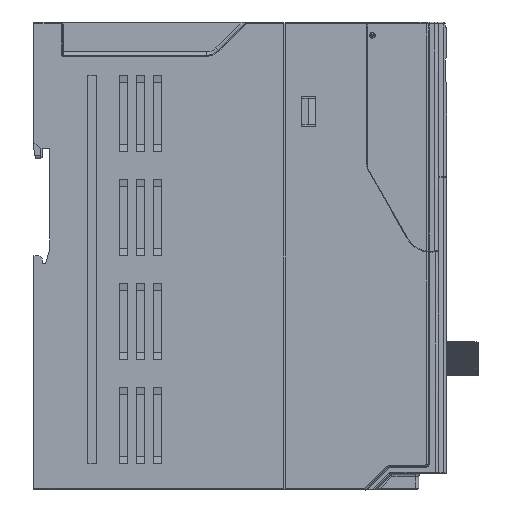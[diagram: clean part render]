
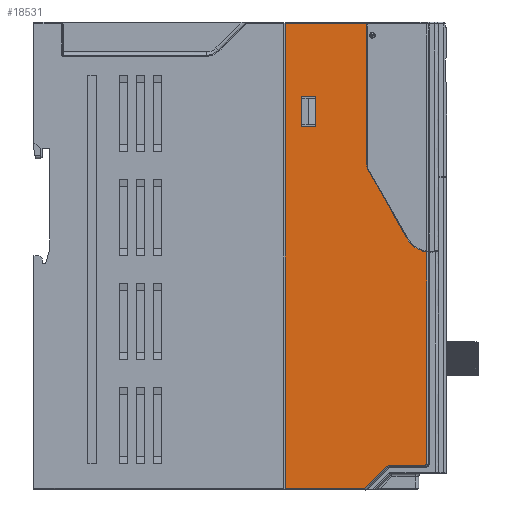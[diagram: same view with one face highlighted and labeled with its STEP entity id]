
A CAD part, left-side view. The second image highlights one B-rep face of the part: STEP entity #18531.
In plain terms, the highlighted planar face has unit normal (-1, 0, 0).
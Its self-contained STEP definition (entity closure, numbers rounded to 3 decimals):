
#138=FACE_BOUND('',#25743,.T.);
#2606=(
BOUNDED_CURVE()
B_SPLINE_CURVE(2,(#167384,#167385,#167386),.UNSPECIFIED.,.F.,.F.)
B_SPLINE_CURVE_WITH_KNOTS((3,3),(-7.708,0.),.UNSPECIFIED.)
CURVE()
GEOMETRIC_REPRESENTATION_ITEM()
RATIONAL_B_SPLINE_CURVE((1.,0.883,1.))
REPRESENTATION_ITEM('')
);
#2607=(
BOUNDED_CURVE()
B_SPLINE_CURVE(2,(#167391,#167392,#167393),.UNSPECIFIED.,.F.,.F.)
B_SPLINE_CURVE_WITH_KNOTS((3,3),(-0.393,0.),.UNSPECIFIED.)
CURVE()
GEOMETRIC_REPRESENTATION_ITEM()
RATIONAL_B_SPLINE_CURVE((1.,0.924,1.))
REPRESENTATION_ITEM('')
);
#2608=(
BOUNDED_CURVE()
B_SPLINE_CURVE(2,(#167402,#167403,#167404),.UNSPECIFIED.,.F.,.F.)
B_SPLINE_CURVE_WITH_KNOTS((3,3),(-1.561,0.),.UNSPECIFIED.)
CURVE()
GEOMETRIC_REPRESENTATION_ITEM()
RATIONAL_B_SPLINE_CURVE((1.,0.966,1.))
REPRESENTATION_ITEM('')
);
#2609=(
BOUNDED_CURVE()
B_SPLINE_CURVE(2,(#167413,#167414,#167415),.UNSPECIFIED.,.F.,.F.)
B_SPLINE_CURVE_WITH_KNOTS((3,3),(-0.468,0.),.UNSPECIFIED.)
CURVE()
GEOMETRIC_REPRESENTATION_ITEM()
RATIONAL_B_SPLINE_CURVE((1.,0.999,1.))
REPRESENTATION_ITEM('')
);
#2610=(
BOUNDED_CURVE()
B_SPLINE_CURVE(2,(#167420,#167421,#167422),.UNSPECIFIED.,.F.,.F.)
B_SPLINE_CURVE_WITH_KNOTS((3,3),(-1.178,0.),.UNSPECIFIED.)
CURVE()
GEOMETRIC_REPRESENTATION_ITEM()
RATIONAL_B_SPLINE_CURVE((1.,0.924,1.))
REPRESENTATION_ITEM('')
);
#2611=(
BOUNDED_CURVE()
B_SPLINE_CURVE(2,(#167423,#167424,#167425),.UNSPECIFIED.,.F.,.F.)
B_SPLINE_CURVE_WITH_KNOTS((3,3),(-0.785,0.),.UNSPECIFIED.)
CURVE()
GEOMETRIC_REPRESENTATION_ITEM()
RATIONAL_B_SPLINE_CURVE((1.,0.707,1.))
REPRESENTATION_ITEM('')
);
#18531=ADVANCED_FACE('',(#22073,#138),#100832,.T.);
#22073=FACE_OUTER_BOUND('',#25742,.T.);
#25742=EDGE_LOOP('',(#38162,#38163,#38164,#38165,#38166,#38167,#38168,#38169,
#38170,#38171,#38172,#38173,#38174,#38175));
#25743=EDGE_LOOP('',(#38176,#38177,#38178,#38179));
#38162=ORIENTED_EDGE('',*,*,#57337,.T.);
#38163=ORIENTED_EDGE('',*,*,#57338,.T.);
#38164=ORIENTED_EDGE('',*,*,#57332,.T.);
#38165=ORIENTED_EDGE('',*,*,#57331,.T.);
#38166=ORIENTED_EDGE('',*,*,#57330,.T.);
#38167=ORIENTED_EDGE('',*,*,#57329,.T.);
#38168=ORIENTED_EDGE('',*,*,#57328,.T.);
#38169=ORIENTED_EDGE('',*,*,#57327,.T.);
#38170=ORIENTED_EDGE('',*,*,#57326,.T.);
#38171=ORIENTED_EDGE('',*,*,#57340,.T.);
#38172=ORIENTED_EDGE('',*,*,#57339,.T.);
#38173=ORIENTED_EDGE('',*,*,#57341,.T.);
#38174=ORIENTED_EDGE('',*,*,#57325,.F.);
#38175=ORIENTED_EDGE('',*,*,#57324,.T.);
#38176=ORIENTED_EDGE('',*,*,#57336,.T.);
#38177=ORIENTED_EDGE('',*,*,#57335,.T.);
#38178=ORIENTED_EDGE('',*,*,#57334,.T.);
#38179=ORIENTED_EDGE('',*,*,#57333,.T.);
#57324=EDGE_CURVE('',#91536,#91537,#2606,.T.);
#57325=EDGE_CURVE('',#91536,#91538,#74520,.T.);
#57326=EDGE_CURVE('',#91543,#91542,#74521,.T.);
#57327=EDGE_CURVE('',#91544,#91543,#2607,.T.);
#57328=EDGE_CURVE('',#91545,#91544,#74522,.T.);
#57329=EDGE_CURVE('',#91546,#91545,#74523,.T.);
#57330=EDGE_CURVE('',#91547,#91546,#74524,.T.);
#57331=EDGE_CURVE('',#91548,#91547,#74525,.T.);
#57332=EDGE_CURVE('',#91549,#91548,#2608,.T.);
#57333=EDGE_CURVE('',#91550,#91551,#74526,.T.);
#57334=EDGE_CURVE('',#91552,#91550,#74527,.T.);
#57335=EDGE_CURVE('',#91553,#91552,#74528,.T.);
#57336=EDGE_CURVE('',#91551,#91553,#74529,.T.);
#57337=EDGE_CURVE('',#91537,#91539,#2609,.T.);
#57338=EDGE_CURVE('',#91539,#91549,#74530,.T.);
#57339=EDGE_CURVE('',#91541,#91540,#74531,.T.);
#57340=EDGE_CURVE('',#91542,#91541,#2610,.T.);
#57341=EDGE_CURVE('',#91540,#91538,#2611,.T.);
#74520=B_SPLINE_CURVE_WITH_KNOTS('',1,(#167387,#167388),.UNSPECIFIED.,.F.,
 .F.,(2,2),(-63.726,0.),.UNSPECIFIED.);
#74521=B_SPLINE_CURVE_WITH_KNOTS('',1,(#167389,#167390),.UNSPECIFIED.,.F.,
 .F.,(2,2),(0.,9.071),.UNSPECIFIED.);
#74522=B_SPLINE_CURVE_WITH_KNOTS('',1,(#167394,#167395),.UNSPECIFIED.,.F.,
 .F.,(2,2),(0.,23.826),.UNSPECIFIED.);
#74523=B_SPLINE_CURVE_WITH_KNOTS('',1,(#167396,#167397),.UNSPECIFIED.,.F.,
 .F.,(2,2),(0.,140.),.UNSPECIFIED.);
#74524=B_SPLINE_CURVE_WITH_KNOTS('',1,(#167398,#167399),.UNSPECIFIED.,.F.,
 .F.,(2,2),(0.,24.5),.UNSPECIFIED.);
#74525=B_SPLINE_CURVE_WITH_KNOTS('',1,(#167400,#167401),.UNSPECIFIED.,.F.,
 .F.,(2,2),(0.,42.525),.UNSPECIFIED.);
#74526=B_SPLINE_CURVE_WITH_KNOTS('',1,(#167405,#167406),.UNSPECIFIED.,.F.,
 .F.,(2,2),(0.,4.325),.UNSPECIFIED.);
#74527=B_SPLINE_CURVE_WITH_KNOTS('',1,(#167407,#167408),.UNSPECIFIED.,.F.,
 .F.,(2,2),(0.,9.),.UNSPECIFIED.);
#74528=B_SPLINE_CURVE_WITH_KNOTS('',1,(#167409,#167410),.UNSPECIFIED.,.F.,
 .F.,(2,2),(0.,4.325),.UNSPECIFIED.);
#74529=B_SPLINE_CURVE_WITH_KNOTS('',1,(#167411,#167412),.UNSPECIFIED.,.F.,
 .F.,(2,2),(0.,9.),.UNSPECIFIED.);
#74530=B_SPLINE_CURVE_WITH_KNOTS('',1,(#167416,#167417),.UNSPECIFIED.,.F.,
 .F.,(2,2),(-23.058,0.),.UNSPECIFIED.);
#74531=B_SPLINE_CURVE_WITH_KNOTS('',1,(#167418,#167419),.UNSPECIFIED.,.F.,
 .F.,(2,2),(0.,10.446),.UNSPECIFIED.);
#91536=VERTEX_POINT('',#167366);
#91537=VERTEX_POINT('',#167367);
#91538=VERTEX_POINT('',#167368);
#91539=VERTEX_POINT('',#167369);
#91540=VERTEX_POINT('',#167370);
#91541=VERTEX_POINT('',#167371);
#91542=VERTEX_POINT('',#167372);
#91543=VERTEX_POINT('',#167373);
#91544=VERTEX_POINT('',#167374);
#91545=VERTEX_POINT('',#167375);
#91546=VERTEX_POINT('',#167376);
#91547=VERTEX_POINT('',#167377);
#91548=VERTEX_POINT('',#167378);
#91549=VERTEX_POINT('',#167379);
#91550=VERTEX_POINT('',#167380);
#91551=VERTEX_POINT('',#167381);
#91552=VERTEX_POINT('',#167382);
#91553=VERTEX_POINT('',#167383);
#100832=PLANE('',#102690);
#102690=AXIS2_PLACEMENT_3D('',#167365,#104531,$);
#104531=DIRECTION('',(-1.,0.,0.));
#167365=CARTESIAN_POINT('',(177.713,-52.86,156.718));
#167366=CARTESIAN_POINT('',(177.713,-48.382,73.726));
#167367=CARTESIAN_POINT('',(177.713,-42.393,78.081));
#167368=CARTESIAN_POINT('',(177.713,-48.382,10.));
#167369=CARTESIAN_POINT('',(177.713,-42.145,78.478));
#167370=CARTESIAN_POINT('',(177.713,-47.882,9.5));
#167371=CARTESIAN_POINT('',(177.713,-37.436,9.5));
#167372=CARTESIAN_POINT('',(177.713,-36.376,9.061));
#167373=CARTESIAN_POINT('',(177.713,-29.962,2.646));
#167374=CARTESIAN_POINT('',(177.713,-29.608,2.5));
#167375=CARTESIAN_POINT('',(177.713,-5.782,2.5));
#167376=CARTESIAN_POINT('',(177.713,-5.782,142.5));
#167377=CARTESIAN_POINT('',(177.713,-30.282,142.5));
#167378=CARTESIAN_POINT('',(177.713,-30.282,99.975));
#167379=CARTESIAN_POINT('',(177.713,-30.679,98.483));
#167380=CARTESIAN_POINT('',(177.713,-10.632,120.5));
#167381=CARTESIAN_POINT('',(177.713,-14.957,120.5));
#167382=CARTESIAN_POINT('',(177.713,-10.632,111.5));
#167383=CARTESIAN_POINT('',(177.713,-14.957,111.5));
#167384=CARTESIAN_POINT('',(177.713,-48.382,73.726));
#167385=CARTESIAN_POINT('',(177.713,-44.23,74.312));
#167386=CARTESIAN_POINT('',(177.713,-42.393,78.081));
#167387=CARTESIAN_POINT('',(177.713,-48.382,73.726));
#167388=CARTESIAN_POINT('',(177.713,-48.382,10.));
#167389=CARTESIAN_POINT('',(177.713,-29.962,2.646));
#167390=CARTESIAN_POINT('',(177.713,-36.376,9.061));
#167391=CARTESIAN_POINT('',(177.713,-29.608,2.5));
#167392=CARTESIAN_POINT('',(177.713,-29.815,2.5));
#167393=CARTESIAN_POINT('',(177.713,-29.962,2.646));
#167394=CARTESIAN_POINT('',(177.713,-5.782,2.5));
#167395=CARTESIAN_POINT('',(177.713,-29.608,2.5));
#167396=CARTESIAN_POINT('',(177.713,-5.782,142.5));
#167397=CARTESIAN_POINT('',(177.713,-5.782,2.5));
#167398=CARTESIAN_POINT('',(177.713,-30.282,142.5));
#167399=CARTESIAN_POINT('',(177.713,-5.782,142.5));
#167400=CARTESIAN_POINT('',(177.713,-30.282,99.975));
#167401=CARTESIAN_POINT('',(177.713,-30.282,142.5));
#167402=CARTESIAN_POINT('',(177.713,-30.679,98.483));
#167403=CARTESIAN_POINT('',(177.713,-30.282,99.176));
#167404=CARTESIAN_POINT('',(177.713,-30.282,99.975));
#167405=CARTESIAN_POINT('',(177.713,-10.632,120.5));
#167406=CARTESIAN_POINT('',(177.713,-14.957,120.5));
#167407=CARTESIAN_POINT('',(177.713,-10.632,111.5));
#167408=CARTESIAN_POINT('',(177.713,-10.632,120.5));
#167409=CARTESIAN_POINT('',(177.713,-14.957,111.5));
#167410=CARTESIAN_POINT('',(177.713,-10.632,111.5));
#167411=CARTESIAN_POINT('',(177.713,-14.957,120.5));
#167412=CARTESIAN_POINT('',(177.713,-14.957,111.5));
#167413=CARTESIAN_POINT('',(177.713,-42.393,78.081));
#167414=CARTESIAN_POINT('',(177.713,-42.261,78.275));
#167415=CARTESIAN_POINT('',(177.713,-42.145,78.478));
#167416=CARTESIAN_POINT('',(177.713,-42.145,78.478));
#167417=CARTESIAN_POINT('',(177.713,-30.679,98.483));
#167418=CARTESIAN_POINT('',(177.713,-37.436,9.5));
#167419=CARTESIAN_POINT('',(177.713,-47.882,9.5));
#167420=CARTESIAN_POINT('',(177.713,-36.376,9.061));
#167421=CARTESIAN_POINT('',(177.713,-36.815,9.5));
#167422=CARTESIAN_POINT('',(177.713,-37.436,9.5));
#167423=CARTESIAN_POINT('',(177.713,-47.882,9.5));
#167424=CARTESIAN_POINT('',(177.713,-48.382,9.5));
#167425=CARTESIAN_POINT('',(177.713,-48.382,10.));
